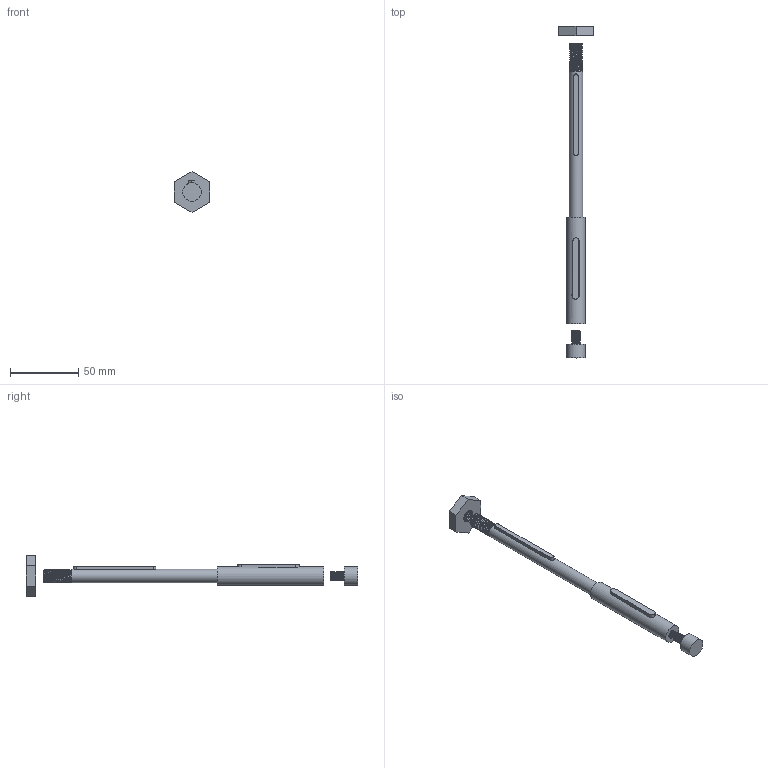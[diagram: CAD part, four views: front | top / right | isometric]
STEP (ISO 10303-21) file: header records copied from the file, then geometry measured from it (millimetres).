
FILE_DESCRIPTION(/* description */ (''),/* implementation_level */ '2;1');
FILE_NAME(/* name */ '5b265939-1e2a-4159-a0f8-c30286776523.stp',/* time_stamp */ '2019-05-17T14:19:13+00:00',/* author */ (''),/* organization */ (''),/* preprocessor_version */ 'ST-DEVELOPER v18',/* originating_system */ 'Autodesk Translation Framework v8.2.0.1029',/* authorisation */ '');
FILE_SCHEMA (('AUTOMOTIVE_DESIGN { 1 0 10303 214 3 1 1 }'));
Length unit declared in the file: millimetre
Products named in the file (2): Axel 3D Print; Component1
Assembly tree (1 placements, depth 2):
  Axel 3D Print
    Component1
Bounding box: 26 x 243 x 30.02 mm (x, y, z)
Volume: 26617.5 mm3; surface area: 15078.7 mm2
Topology: 5 solids, 5 shells, 128 faces, 331 edges, 218 vertices
Faces by surface type: cylinder 90, plane 30, bspline 8
Full cylindrical faces by diameter (mm): 4.826 x13, 6.6 x6, 6.731 x6, 8.141 x18, 9.85 x20, 13.5 x2
Entity records: 10693 total; most frequent: CARTESIAN_POINT 7813, ORIENTED_EDGE 662, DIRECTION 458, EDGE_CURVE 331, VERTEX_POINT 218, AXIS2_PLACEMENT_3D 167, B_SPLINE_CURVE_WITH_KNOTS 163, EDGE_LOOP 135
